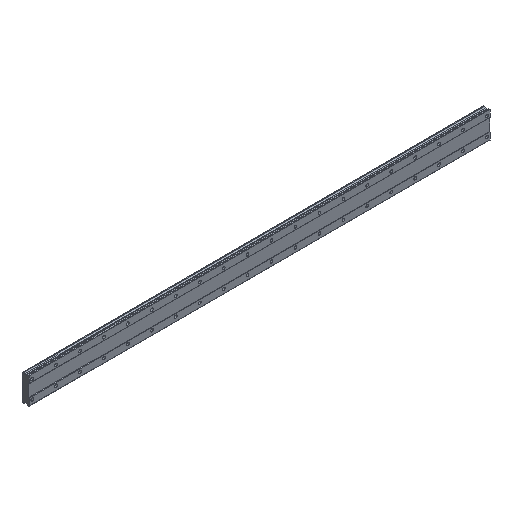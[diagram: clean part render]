
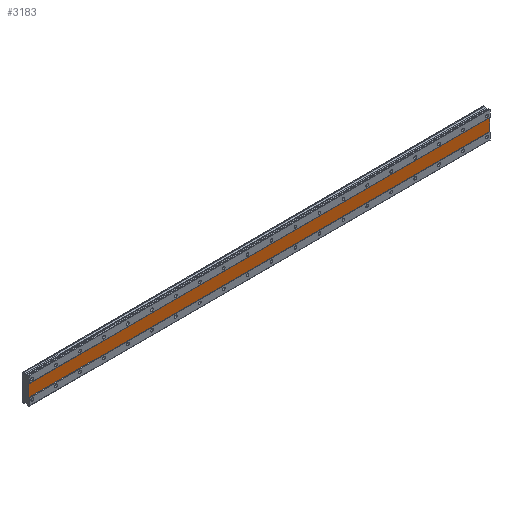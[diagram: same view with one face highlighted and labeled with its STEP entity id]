
A CAD part, isometric view. The second image highlights one B-rep face of the part: STEP entity #3183.
In plain terms, the highlighted planar face has unit normal (0, -1, 0).
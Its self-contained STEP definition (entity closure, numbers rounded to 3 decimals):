
#66 = DIRECTION ( 'NONE',  ( 1., 0., 0. ) ) ;
#324 = VECTOR ( 'NONE', #5504, 1000. ) ;
#785 = VERTEX_POINT ( 'NONE', #3088 ) ;
#990 = LINE ( 'NONE', #3255, #324 ) ;
#1152 = VECTOR ( 'NONE', #5894, 1000. ) ;
#1295 = ORIENTED_EDGE ( 'NONE', *, *, #6601, .F. ) ;
#1339 = ORIENTED_EDGE ( 'NONE', *, *, #3854, .F. ) ;
#1687 = EDGE_LOOP ( 'NONE', ( #1339, #1295, #3494, #6359 ) ) ;
#1793 = VERTEX_POINT ( 'NONE', #4278 ) ;
#2174 = FACE_OUTER_BOUND ( 'NONE', #1687, .T. ) ;
#2436 = DIRECTION ( 'NONE',  ( 0., 0., 1. ) ) ;
#2733 = DIRECTION ( 'NONE',  ( 0., 0., 1. ) ) ;
#3088 = CARTESIAN_POINT ( 'NONE',  ( 1530., 1., -20. ) ) ;
#3183 = ADVANCED_FACE ( 'NONE', ( #2174 ), #5603, .F. ) ;
#3235 = CARTESIAN_POINT ( 'NONE',  ( -10., 1., 20. ) ) ;
#3255 = CARTESIAN_POINT ( 'NONE',  ( 1530., 1., 20. ) ) ;
#3434 = LINE ( 'NONE', #4123, #5066 ) ;
#3494 = ORIENTED_EDGE ( 'NONE', *, *, #4939, .F. ) ;
#3496 = LINE ( 'NONE', #5751, #3981 ) ;
#3854 = EDGE_CURVE ( 'NONE', #785, #3890, #4692, .T. ) ;
#3890 = VERTEX_POINT ( 'NONE', #5257 ) ;
#3981 = VECTOR ( 'NONE', #2436, 1000. ) ;
#4123 = CARTESIAN_POINT ( 'NONE',  ( 1530., 1., 20. ) ) ;
#4278 = CARTESIAN_POINT ( 'NONE',  ( 1530., 1., 20. ) ) ;
#4692 = LINE ( 'NONE', #6984, #1152 ) ;
#4893 = DIRECTION ( 'NONE',  ( 0., 1., 0. ) ) ;
#4939 = EDGE_CURVE ( 'NONE', #5148, #1793, #3434, .T. ) ;
#5066 = VECTOR ( 'NONE', #66, 1000. ) ;
#5148 = VERTEX_POINT ( 'NONE', #3235 ) ;
#5257 = CARTESIAN_POINT ( 'NONE',  ( -10., 1., -20. ) ) ;
#5504 = DIRECTION ( 'NONE',  ( 0., 0., -1. ) ) ;
#5603 = PLANE ( 'NONE',  #6119 ) ;
#5751 = CARTESIAN_POINT ( 'NONE',  ( -10., 1., 20. ) ) ;
#5894 = DIRECTION ( 'NONE',  ( -1., 0., 0. ) ) ;
#6119 = AXIS2_PLACEMENT_3D ( 'NONE', #6172, #4893, #2733 ) ;
#6172 = CARTESIAN_POINT ( 'NONE',  ( 1530., 1., 20. ) ) ;
#6359 = ORIENTED_EDGE ( 'NONE', *, *, #7047, .F. ) ;
#6601 = EDGE_CURVE ( 'NONE', #1793, #785, #990, .T. ) ;
#6984 = CARTESIAN_POINT ( 'NONE',  ( 1530., 1., -20. ) ) ;
#7047 = EDGE_CURVE ( 'NONE', #3890, #5148, #3496, .T. ) ;
